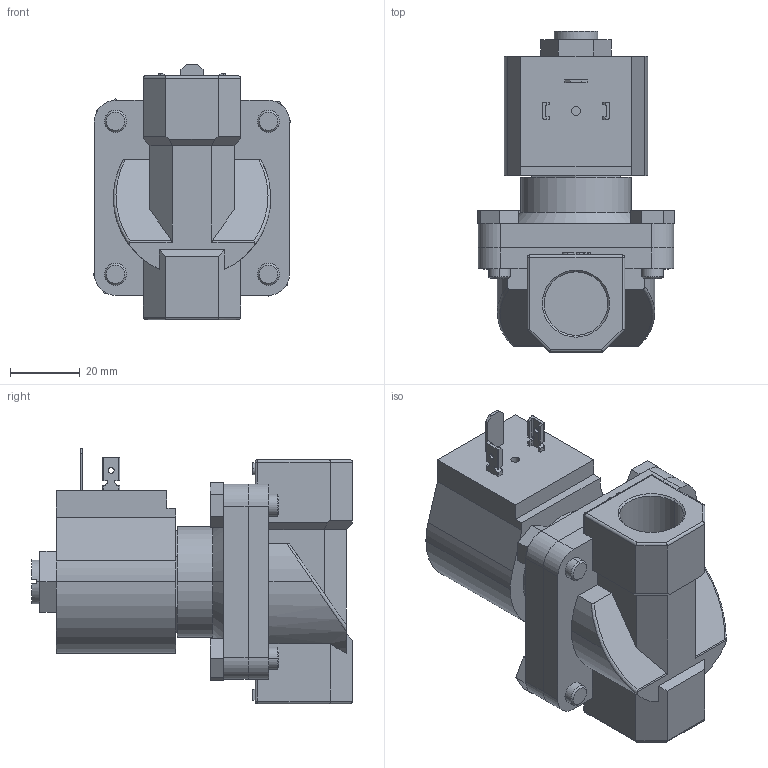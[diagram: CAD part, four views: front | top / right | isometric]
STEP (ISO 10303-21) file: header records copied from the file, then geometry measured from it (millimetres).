
FILE_DESCRIPTION (( 'STEP AP203' ), '1' );
FILE_NAME ('NS211YH02C7DG4.step', '2025-12-15T20:33:12', ( '' ), ( '' ), 'SwSTEP 2.0', 'SolidWorks 2024', '' );
FILE_SCHEMA (( 'CONFIG_CONTROL_DESIGN' ));
Length unit declared in the file: inch
Products named in the file (1): NS211YH02C7DG4
Bounding box: 56.77 x 92.2 x 73.41 mm (x, y, z)
Volume: 150732.5 mm3; surface area: 39344.6 mm2
Topology: 11 solids, 11 shells, 330 faces, 836 edges, 542 vertices
Faces by surface type: plane 196, cylinder 99, bspline 17, cone 14, sphere 4
Entity records: 11152 total; most frequent: CARTESIAN_POINT 3139, ORIENTED_EDGE 1664, DIRECTION 1580, EDGE_CURVE 832, VECTOR 578, LINE 578, VERTEX_POINT 542, AXIS2_PLACEMENT_3D 501
